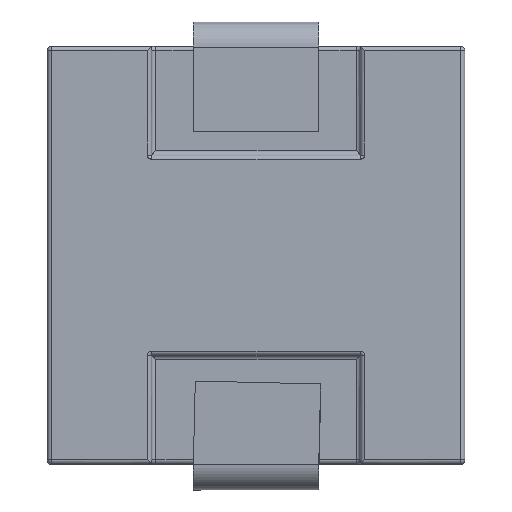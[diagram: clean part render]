
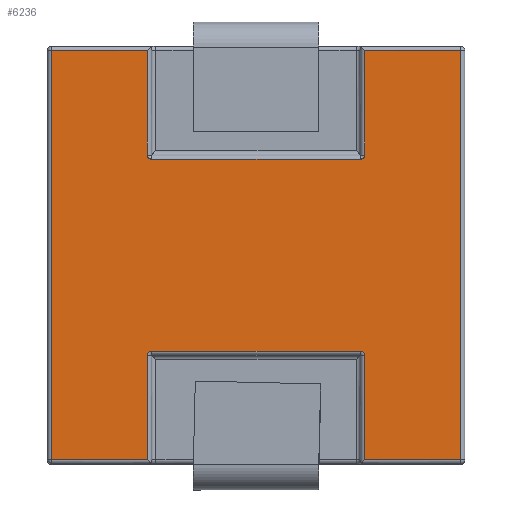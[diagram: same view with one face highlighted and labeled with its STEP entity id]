
A CAD part, top view. The second image highlights one B-rep face of the part: STEP entity #6236.
In plain terms, the highlighted planar face has unit normal (0, 0, 1).
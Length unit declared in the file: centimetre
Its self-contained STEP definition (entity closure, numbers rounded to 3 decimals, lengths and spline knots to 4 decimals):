
#358=CIRCLE('',#6553,0.01);
#359=CIRCLE('',#6554,0.01);
#360=CIRCLE('',#6555,0.01);
#361=CIRCLE('',#6556,0.01);
#995=ORIENTED_EDGE('',*,*,#2047,.T.);
#996=ORIENTED_EDGE('',*,*,#2048,.T.);
#997=ORIENTED_EDGE('',*,*,#2049,.T.);
#998=ORIENTED_EDGE('',*,*,#2050,.T.);
#999=ORIENTED_EDGE('',*,*,#2051,.T.);
#1000=ORIENTED_EDGE('',*,*,#2052,.F.);
#1001=ORIENTED_EDGE('',*,*,#2053,.T.);
#1002=ORIENTED_EDGE('',*,*,#2054,.F.);
#1003=ORIENTED_EDGE('',*,*,#2055,.T.);
#1004=ORIENTED_EDGE('',*,*,#2056,.T.);
#1005=ORIENTED_EDGE('',*,*,#2057,.T.);
#1006=ORIENTED_EDGE('',*,*,#2058,.T.);
#1007=ORIENTED_EDGE('',*,*,#2059,.T.);
#1008=ORIENTED_EDGE('',*,*,#2060,.F.);
#1009=ORIENTED_EDGE('',*,*,#2061,.T.);
#1010=ORIENTED_EDGE('',*,*,#2062,.F.);
#2047=EDGE_CURVE('',#2606,#2607,#2959,.F.);
#2048=EDGE_CURVE('',#2607,#2608,#2960,.T.);
#2049=EDGE_CURVE('',#2608,#2609,#2961,.T.);
#2050=EDGE_CURVE('',#2609,#2610,#2962,.T.);
#2051=EDGE_CURVE('',#2610,#2611,#2963,.T.);
#2052=EDGE_CURVE('',#2612,#2611,#358,.T.);
#2053=EDGE_CURVE('',#2612,#2613,#2964,.T.);
#2054=EDGE_CURVE('',#2614,#2613,#359,.T.);
#2055=EDGE_CURVE('',#2614,#2615,#2965,.T.);
#2056=EDGE_CURVE('',#2615,#2616,#2966,.T.);
#2057=EDGE_CURVE('',#2616,#2617,#2967,.T.);
#2058=EDGE_CURVE('',#2617,#2618,#2968,.T.);
#2059=EDGE_CURVE('',#2618,#2619,#2969,.F.);
#2060=EDGE_CURVE('',#2620,#2619,#360,.T.);
#2061=EDGE_CURVE('',#2620,#2621,#2970,.F.);
#2062=EDGE_CURVE('',#2606,#2621,#361,.T.);
#2606=VERTEX_POINT('',#10194);
#2607=VERTEX_POINT('',#10195);
#2608=VERTEX_POINT('',#10197);
#2609=VERTEX_POINT('',#10199);
#2610=VERTEX_POINT('',#10201);
#2611=VERTEX_POINT('',#10203);
#2612=VERTEX_POINT('',#10205);
#2613=VERTEX_POINT('',#10207);
#2614=VERTEX_POINT('',#10209);
#2615=VERTEX_POINT('',#10211);
#2616=VERTEX_POINT('',#10213);
#2617=VERTEX_POINT('',#10215);
#2618=VERTEX_POINT('',#10217);
#2619=VERTEX_POINT('',#10219);
#2620=VERTEX_POINT('',#10221);
#2621=VERTEX_POINT('',#10223);
#2959=LINE('',#10193,#3349);
#2960=LINE('',#10196,#3350);
#2961=LINE('',#10198,#3351);
#2962=LINE('',#10200,#3352);
#2963=LINE('',#10202,#3353);
#2964=LINE('',#10206,#3354);
#2965=LINE('',#10210,#3355);
#2966=LINE('',#10212,#3356);
#2967=LINE('',#10214,#3357);
#2968=LINE('',#10216,#3358);
#2969=LINE('',#10218,#3359);
#2970=LINE('',#10222,#3360);
#3349=VECTOR('',#7236,100.);
#3350=VECTOR('',#7237,100.);
#3351=VECTOR('',#7238,100.);
#3352=VECTOR('',#7239,100.);
#3353=VECTOR('',#7240,100.);
#3354=VECTOR('',#7243,100.);
#3355=VECTOR('',#7246,100.);
#3356=VECTOR('',#7247,100.);
#3357=VECTOR('',#7248,100.);
#3358=VECTOR('',#7249,100.);
#3359=VECTOR('',#7250,100.);
#3360=VECTOR('',#7253,100.);
#3672=EDGE_LOOP('',(#995,#996,#997,#998,#999,#1000,#1001,#1002,#1003,#1004,
#1005,#1006,#1007,#1008,#1009,#1010));
#3977=FACE_BOUND('',#3672,.T.);
#4208=PLANE('',#6552);
#6236=ADVANCED_FACE('',(#3977),#4208,.T.);
#6552=AXIS2_PLACEMENT_3D('',#10192,#7234,#7235);
#6553=AXIS2_PLACEMENT_3D('',#10204,#7241,#7242);
#6554=AXIS2_PLACEMENT_3D('',#10208,#7244,#7245);
#6555=AXIS2_PLACEMENT_3D('',#10220,#7251,#7252);
#6556=AXIS2_PLACEMENT_3D('',#10224,#7254,#7255);
#7234=DIRECTION('',(0.,0.,1.));
#7235=DIRECTION('',(0.,-1.,0.));
#7236=DIRECTION('',(0.,1.,0.));
#7237=DIRECTION('',(1.,0.,0.));
#7238=DIRECTION('',(0.,1.,0.));
#7239=DIRECTION('',(-1.,0.,0.));
#7240=DIRECTION('',(0.,-1.,0.));
#7241=DIRECTION('',(0.,0.,1.));
#7242=DIRECTION('',(0.,-1.,0.));
#7243=DIRECTION('',(-1.,0.,0.));
#7244=DIRECTION('',(0.,0.,1.));
#7245=DIRECTION('',(0.,-1.,0.));
#7246=DIRECTION('',(0.,1.,0.));
#7247=DIRECTION('',(-1.,0.,0.));
#7248=DIRECTION('',(0.,-1.,0.));
#7249=DIRECTION('',(1.,0.,0.));
#7250=DIRECTION('',(0.,-1.,0.));
#7251=DIRECTION('',(0.,0.,1.));
#7252=DIRECTION('',(0.,-1.,0.));
#7253=DIRECTION('',(-1.,0.,0.));
#7254=DIRECTION('',(0.,0.,1.));
#7255=DIRECTION('',(0.,-1.,0.));
#10192=CARTESIAN_POINT('',(0.,0.,0.34));
#10193=CARTESIAN_POINT('',(0.26,-0.5,0.34));
#10194=CARTESIAN_POINT('',(0.26,-0.24,0.34));
#10195=CARTESIAN_POINT('',(0.26,-0.49,0.34));
#10196=CARTESIAN_POINT('',(0.,-0.49,0.34));
#10197=CARTESIAN_POINT('',(0.49,-0.49,0.34));
#10198=CARTESIAN_POINT('',(0.49,0.,0.34));
#10199=CARTESIAN_POINT('',(0.49,0.49,0.34));
#10200=CARTESIAN_POINT('',(0.,0.49,0.34));
#10201=CARTESIAN_POINT('',(0.26,0.49,0.34));
#10202=CARTESIAN_POINT('',(0.26,0.,0.34));
#10203=CARTESIAN_POINT('',(0.26,0.24,0.34));
#10204=CARTESIAN_POINT('',(0.25,0.24,0.34));
#10205=CARTESIAN_POINT('',(0.25,0.23,0.34));
#10206=CARTESIAN_POINT('',(0.,0.23,0.34));
#10207=CARTESIAN_POINT('',(-0.25,0.23,0.34));
#10208=CARTESIAN_POINT('',(-0.25,0.24,0.34));
#10209=CARTESIAN_POINT('',(-0.26,0.24,0.34));
#10210=CARTESIAN_POINT('',(-0.26,0.,0.34));
#10211=CARTESIAN_POINT('',(-0.26,0.49,0.34));
#10212=CARTESIAN_POINT('',(0.,0.49,0.34));
#10213=CARTESIAN_POINT('',(-0.49,0.49,0.34));
#10214=CARTESIAN_POINT('',(-0.49,0.,0.34));
#10215=CARTESIAN_POINT('',(-0.49,-0.49,0.34));
#10216=CARTESIAN_POINT('',(0.,-0.49,0.34));
#10217=CARTESIAN_POINT('',(-0.26,-0.49,0.34));
#10218=CARTESIAN_POINT('',(-0.26,-0.24,0.34));
#10219=CARTESIAN_POINT('',(-0.26,-0.24,0.34));
#10220=CARTESIAN_POINT('',(-0.25,-0.24,0.34));
#10221=CARTESIAN_POINT('',(-0.25,-0.23,0.34));
#10222=CARTESIAN_POINT('',(0.25,-0.23,0.34));
#10223=CARTESIAN_POINT('',(0.25,-0.23,0.34));
#10224=CARTESIAN_POINT('',(0.25,-0.24,0.34));
